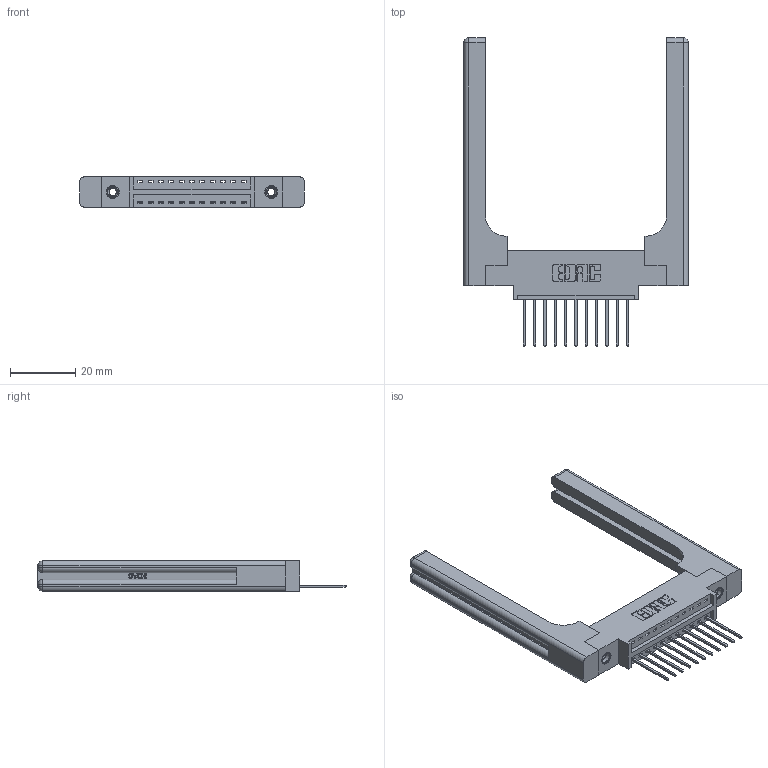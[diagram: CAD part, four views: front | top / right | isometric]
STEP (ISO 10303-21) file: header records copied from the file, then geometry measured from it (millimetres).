
FILE_DESCRIPTION (( 'STEP AP203' ), '1' );
FILE_NAME ('396-011-540-658.STEP', '2019-10-26T15:06:09', ( '' ), ( '' ), 'SwSTEP 2.0', 'SolidWorks 2016', '' );
FILE_SCHEMA (( 'CONFIG_CONTROL_DESIGN' ));
Length unit declared in the file: inch
Products named in the file (5): 346-220-058_345-220-058; 345-250-001_345-250-001-102; 345-292-001_345-293-140; 396-011-540-658; 346 Part_0.170 Offset - 0.156 Dia-TH
Assembly tree (16 placements, depth 2):
  396-011-540-658
    346 Part_0.170 Offset - 0.156 Dia-TH
    345-292-001_345-293-140  x11
    345-250-001_345-250-001-102  x2
    346-220-058_345-220-058  x2
Bounding box: 68.99 x 94.74 x 9.4 mm (x, y, z)
Volume: 13768.6 mm3; surface area: 12916.1 mm2
Topology: 16 solids, 16 shells, 1020 faces, 2943 edges, 1926 vertices
Faces by surface type: plane 668, cylinder 292, bspline 36, cone 12, sphere 8, torus 4
Entity records: 16332 total; most frequent: CARTESIAN_POINT 3790, ORIENTED_EDGE 2532, DIRECTION 2312, EDGE_CURVE 1266, LINE 998, VECTOR 998, VERTEX_POINT 834, AXIS2_PLACEMENT_3D 657
